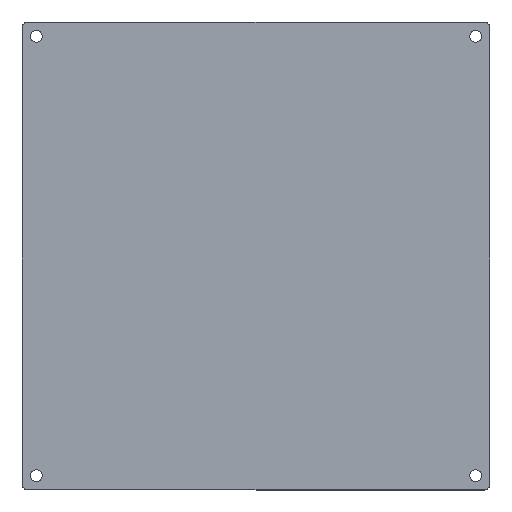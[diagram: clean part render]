
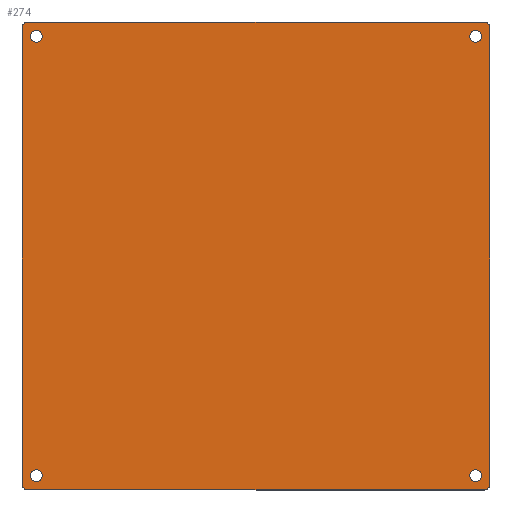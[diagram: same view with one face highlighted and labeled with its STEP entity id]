
A CAD part, top view. The second image highlights one B-rep face of the part: STEP entity #274.
In plain terms, the highlighted planar face has unit normal (0, 0, 1).
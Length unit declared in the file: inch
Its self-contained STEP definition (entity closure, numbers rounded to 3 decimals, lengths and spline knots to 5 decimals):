
#2 = EDGE_CURVE ( 'NONE', #170, #565, #553, .T. ) ;
#4 = AXIS2_PLACEMENT_3D ( 'NONE', #294, #390, #590 ) ;
#5 = FACE_BOUND ( 'NONE', #277, .T. ) ;
#19 = DIRECTION ( 'NONE',  ( -1., 0., 0. ) ) ;
#27 = EDGE_LOOP ( 'NONE', ( #559, #268 ) ) ;
#31 = DIRECTION ( 'NONE',  ( 0., 0., 1. ) ) ;
#38 = VERTEX_POINT ( 'NONE', #146 ) ;
#43 = CARTESIAN_POINT ( 'NONE',  ( 5.125, 5., 0.072 ) ) ;
#46 = ORIENTED_EDGE ( 'NONE', *, *, #193, .T. ) ;
#61 = EDGE_LOOP ( 'NONE', ( #461, #305, #285, #410, #384, #549, #442, #428 ) ) ;
#67 = AXIS2_PLACEMENT_3D ( 'NONE', #316, #475, #312 ) ;
#71 = CARTESIAN_POINT ( 'NONE',  ( -5., 5.125, 0.072 ) ) ;
#82 = DIRECTION ( 'NONE',  ( 1., 0., 0. ) ) ;
#86 = DIRECTION ( 'NONE',  ( -1., 0., 0. ) ) ;
#88 = DIRECTION ( 'NONE',  ( 0., 0., -1. ) ) ;
#90 = CARTESIAN_POINT ( 'NONE',  ( 4.813, 4.813, 0.072 ) ) ;
#91 = CIRCLE ( 'NONE', #562, 0.1325 ) ;
#99 = VERTEX_POINT ( 'NONE', #534 ) ;
#105 = EDGE_CURVE ( 'NONE', #623, #598, #450, .T. ) ;
#110 = CARTESIAN_POINT ( 'NONE',  ( -4.6795, 4.813, 0.072 ) ) ;
#112 = CARTESIAN_POINT ( 'NONE',  ( 4.6805, -4.812, 0.072 ) ) ;
#120 = DIRECTION ( 'NONE',  ( -1., 0., 0. ) ) ;
#122 = AXIS2_PLACEMENT_3D ( 'NONE', #411, #556, #120 ) ;
#124 = LINE ( 'NONE', #71, #253 ) ;
#129 = CARTESIAN_POINT ( 'NONE',  ( -5., -5., 0.072 ) ) ;
#131 = DIRECTION ( 'NONE',  ( 0., 0., -1. ) ) ;
#135 = AXIS2_PLACEMENT_3D ( 'NONE', #129, #31, #82 ) ;
#136 = CARTESIAN_POINT ( 'NONE',  ( -5.125, -5., 0.072 ) ) ;
#139 = FACE_BOUND ( 'NONE', #465, .T. ) ;
#146 = CARTESIAN_POINT ( 'NONE',  ( -4.9445, 4.813, 0.072 ) ) ;
#149 = CARTESIAN_POINT ( 'NONE',  ( -4.812, -4.812, 0.072 ) ) ;
#151 = CIRCLE ( 'NONE', #288, 0.1325 ) ;
#155 = AXIS2_PLACEMENT_3D ( 'NONE', #291, #443, #157 ) ;
#157 = DIRECTION ( 'NONE',  ( -1., 0., 0. ) ) ;
#160 = CIRCLE ( 'NONE', #467, 0.125 ) ;
#170 = VERTEX_POINT ( 'NONE', #186 ) ;
#171 = EDGE_CURVE ( 'NONE', #99, #477, #151, .T. ) ;
#180 = AXIS2_PLACEMENT_3D ( 'NONE', #244, #642, #250 ) ;
#184 = VERTEX_POINT ( 'NONE', #233 ) ;
#185 = VERTEX_POINT ( 'NONE', #438 ) ;
#186 = CARTESIAN_POINT ( 'NONE',  ( 5., -5.125, 0.072 ) ) ;
#190 = VECTOR ( 'NONE', #403, 39.37008 ) ;
#191 = ORIENTED_EDGE ( 'NONE', *, *, #533, .T. ) ;
#193 = EDGE_CURVE ( 'NONE', #354, #185, #415, .T. ) ;
#207 = CARTESIAN_POINT ( 'NONE',  ( 5.125, -5., 0.072 ) ) ;
#227 = CARTESIAN_POINT ( 'NONE',  ( 4.813, -4.812, 0.072 ) ) ;
#233 = CARTESIAN_POINT ( 'NONE',  ( 4.9455, -4.812, 0.072 ) ) ;
#234 = EDGE_CURVE ( 'NONE', #38, #372, #593, .T. ) ;
#244 = CARTESIAN_POINT ( 'NONE',  ( 4.813, 4.813, 0.072 ) ) ;
#249 = DIRECTION ( 'NONE',  ( 0., 0., -1. ) ) ;
#250 = DIRECTION ( 'NONE',  ( -1., 0., 0. ) ) ;
#253 = VECTOR ( 'NONE', #416, 39.37008 ) ;
#255 = AXIS2_PLACEMENT_3D ( 'NONE', #371, #272, #19 ) ;
#258 = EDGE_CURVE ( 'NONE', #477, #99, #525, .T. ) ;
#259 = DIRECTION ( 'NONE',  ( 1., 0., 0. ) ) ;
#261 = CIRCLE ( 'NONE', #135, 0.125 ) ;
#263 = CARTESIAN_POINT ( 'NONE',  ( 5., 5.125, 0.072 ) ) ;
#268 = ORIENTED_EDGE ( 'NONE', *, *, #258, .T. ) ;
#272 = DIRECTION ( 'NONE',  ( 0., 0., -1. ) ) ;
#274 = ADVANCED_FACE ( 'NONE', ( #5, #545, #139, #510, #383 ), #496, .T. ) ;
#277 = EDGE_LOOP ( 'NONE', ( #464, #191 ) ) ;
#278 = AXIS2_PLACEMENT_3D ( 'NONE', #149, #292, #538 ) ;
#284 = ORIENTED_EDGE ( 'NONE', *, *, #624, .T. ) ;
#285 = ORIENTED_EDGE ( 'NONE', *, *, #591, .T. ) ;
#286 = AXIS2_PLACEMENT_3D ( 'NONE', #380, #319, #379 ) ;
#288 = AXIS2_PLACEMENT_3D ( 'NONE', #90, #88, #435 ) ;
#289 = CIRCLE ( 'NONE', #122, 0.1325 ) ;
#291 = CARTESIAN_POINT ( 'NONE',  ( -4.812, 4.813, 0.072 ) ) ;
#292 = DIRECTION ( 'NONE',  ( 0., 0., -1. ) ) ;
#294 = CARTESIAN_POINT ( 'NONE',  ( -5., -5., 0.072 ) ) ;
#299 = VERTEX_POINT ( 'NONE', #347 ) ;
#301 = CARTESIAN_POINT ( 'NONE',  ( -4.6795, -4.812, 0.072 ) ) ;
#305 = ORIENTED_EDGE ( 'NONE', *, *, #105, .T. ) ;
#312 = DIRECTION ( 'NONE',  ( 1., 0., 0. ) ) ;
#316 = CARTESIAN_POINT ( 'NONE',  ( 5., -5., 0.072 ) ) ;
#318 = LINE ( 'NONE', #207, #190 ) ;
#319 = DIRECTION ( 'NONE',  ( 0., 0., 1. ) ) ;
#347 = CARTESIAN_POINT ( 'NONE',  ( -5., 5.125, 0.072 ) ) ;
#354 = VERTEX_POINT ( 'NONE', #301 ) ;
#362 = VERTEX_POINT ( 'NONE', #43 ) ;
#371 = CARTESIAN_POINT ( 'NONE',  ( 4.813, -4.812, 0.072 ) ) ;
#372 = VERTEX_POINT ( 'NONE', #110 ) ;
#378 = EDGE_CURVE ( 'NONE', #565, #362, #318, .T. ) ;
#379 = DIRECTION ( 'NONE',  ( 1., 0., 0. ) ) ;
#380 = CARTESIAN_POINT ( 'NONE',  ( -5., 5., 0.072 ) ) ;
#383 = FACE_BOUND ( 'NONE', #402, .T. ) ;
#384 = ORIENTED_EDGE ( 'NONE', *, *, #2, .T. ) ;
#390 = DIRECTION ( 'NONE',  ( 0., 0., 1. ) ) ;
#392 = CARTESIAN_POINT ( 'NONE',  ( -5.125, 5., 0.072 ) ) ;
#397 = DIRECTION ( 'NONE',  ( -1., 0., 0. ) ) ;
#402 = EDGE_LOOP ( 'NONE', ( #493, #284 ) ) ;
#403 = DIRECTION ( 'NONE',  ( 0., 1., 0. ) ) ;
#404 = VERTEX_POINT ( 'NONE', #112 ) ;
#410 = ORIENTED_EDGE ( 'NONE', *, *, #641, .T. ) ;
#411 = CARTESIAN_POINT ( 'NONE',  ( -4.812, -4.812, 0.072 ) ) ;
#412 = EDGE_CURVE ( 'NONE', #362, #498, #160, .T. ) ;
#415 = CIRCLE ( 'NONE', #278, 0.1325 ) ;
#416 = DIRECTION ( 'NONE',  ( -1., 0., 0. ) ) ;
#420 = CARTESIAN_POINT ( 'NONE',  ( -5., -5.125, 0.072 ) ) ;
#428 = ORIENTED_EDGE ( 'NONE', *, *, #479, .T. ) ;
#435 = DIRECTION ( 'NONE',  ( -1., 0., 0. ) ) ;
#438 = CARTESIAN_POINT ( 'NONE',  ( -4.9445, -4.812, 0.072 ) ) ;
#442 = ORIENTED_EDGE ( 'NONE', *, *, #412, .T. ) ;
#443 = DIRECTION ( 'NONE',  ( 0., 0., -1. ) ) ;
#448 = CARTESIAN_POINT ( 'NONE',  ( -4.812, 4.813, 0.072 ) ) ;
#450 = LINE ( 'NONE', #636, #521 ) ;
#451 = VECTOR ( 'NONE', #544, 39.37008 ) ;
#454 = EDGE_CURVE ( 'NONE', #185, #354, #289, .T. ) ;
#456 = DIRECTION ( 'NONE',  ( 0., 0., 1. ) ) ;
#461 = ORIENTED_EDGE ( 'NONE', *, *, #584, .T. ) ;
#464 = ORIENTED_EDGE ( 'NONE', *, *, #469, .T. ) ;
#465 = EDGE_LOOP ( 'NONE', ( #518, #46 ) ) ;
#467 = AXIS2_PLACEMENT_3D ( 'NONE', #550, #456, #259 ) ;
#469 = EDGE_CURVE ( 'NONE', #404, #184, #615, .T. ) ;
#475 = DIRECTION ( 'NONE',  ( 0., 0., 1. ) ) ;
#477 = VERTEX_POINT ( 'NONE', #563 ) ;
#479 = EDGE_CURVE ( 'NONE', #498, #299, #124, .T. ) ;
#481 = VERTEX_POINT ( 'NONE', #420 ) ;
#482 = DIRECTION ( 'NONE',  ( 0., -1., 0. ) ) ;
#493 = ORIENTED_EDGE ( 'NONE', *, *, #234, .T. ) ;
#496 = PLANE ( 'NONE',  #4 ) ;
#497 = AXIS2_PLACEMENT_3D ( 'NONE', #448, #249, #397 ) ;
#498 = VERTEX_POINT ( 'NONE', #263 ) ;
#510 = FACE_BOUND ( 'NONE', #27, .T. ) ;
#518 = ORIENTED_EDGE ( 'NONE', *, *, #454, .T. ) ;
#521 = VECTOR ( 'NONE', #482, 39.37008 ) ;
#525 = CIRCLE ( 'NONE', #180, 0.1325 ) ;
#533 = EDGE_CURVE ( 'NONE', #184, #404, #91, .T. ) ;
#534 = CARTESIAN_POINT ( 'NONE',  ( 4.6805, 4.813, 0.072 ) ) ;
#536 = CARTESIAN_POINT ( 'NONE',  ( -5., -5.125, 0.072 ) ) ;
#538 = DIRECTION ( 'NONE',  ( -1., 0., 0. ) ) ;
#544 = DIRECTION ( 'NONE',  ( 1., 0., 0. ) ) ;
#545 = FACE_OUTER_BOUND ( 'NONE', #61, .T. ) ;
#546 = CIRCLE ( 'NONE', #286, 0.125 ) ;
#549 = ORIENTED_EDGE ( 'NONE', *, *, #378, .T. ) ;
#550 = CARTESIAN_POINT ( 'NONE',  ( 5., 5., 0.072 ) ) ;
#553 = CIRCLE ( 'NONE', #67, 0.125 ) ;
#556 = DIRECTION ( 'NONE',  ( 0., 0., -1. ) ) ;
#559 = ORIENTED_EDGE ( 'NONE', *, *, #171, .T. ) ;
#562 = AXIS2_PLACEMENT_3D ( 'NONE', #227, #131, #86 ) ;
#563 = CARTESIAN_POINT ( 'NONE',  ( 4.9455, 4.813, 0.072 ) ) ;
#565 = VERTEX_POINT ( 'NONE', #625 ) ;
#584 = EDGE_CURVE ( 'NONE', #299, #623, #546, .T. ) ;
#590 = DIRECTION ( 'NONE',  ( 1., 0., 0. ) ) ;
#591 = EDGE_CURVE ( 'NONE', #598, #481, #261, .T. ) ;
#593 = CIRCLE ( 'NONE', #155, 0.1325 ) ;
#598 = VERTEX_POINT ( 'NONE', #136 ) ;
#613 = LINE ( 'NONE', #536, #451 ) ;
#615 = CIRCLE ( 'NONE', #255, 0.1325 ) ;
#623 = VERTEX_POINT ( 'NONE', #392 ) ;
#624 = EDGE_CURVE ( 'NONE', #372, #38, #645, .T. ) ;
#625 = CARTESIAN_POINT ( 'NONE',  ( 5.125, -5., 0.072 ) ) ;
#636 = CARTESIAN_POINT ( 'NONE',  ( -5.125, -5., 0.072 ) ) ;
#641 = EDGE_CURVE ( 'NONE', #481, #170, #613, .T. ) ;
#642 = DIRECTION ( 'NONE',  ( 0., 0., -1. ) ) ;
#645 = CIRCLE ( 'NONE', #497, 0.1325 ) ;
